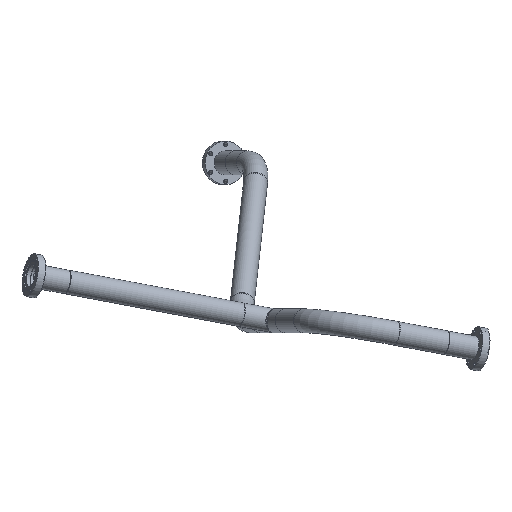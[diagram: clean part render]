
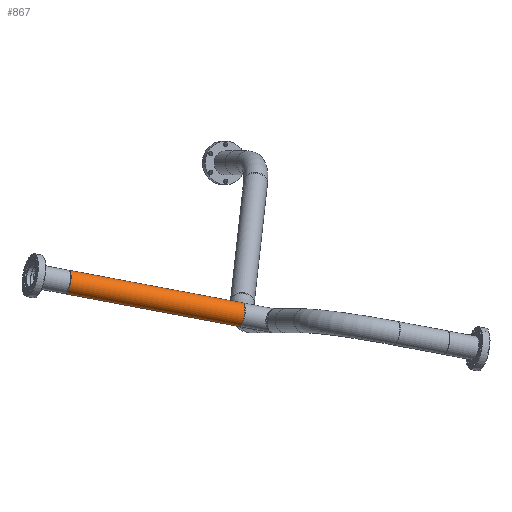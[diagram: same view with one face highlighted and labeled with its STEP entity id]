
A CAD part, front view. The second image highlights one B-rep face of the part: STEP entity #867.
In plain terms, the highlighted cylindrical face has radius 19.05 mm (diameter 38.1 mm), a full revolution.
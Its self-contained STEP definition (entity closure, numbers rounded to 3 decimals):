
#129=FACE_OUTER_BOUND('',#204,.T.);
#204=EDGE_LOOP('',(#704,#705,#706,#707));
#267=CIRCLE('',#984,19.05);
#268=CIRCLE('',#985,19.05);
#327=LINE('',#2913,#358);
#358=VECTOR('',#1202,19.05);
#423=VERTEX_POINT('',#2910);
#424=VERTEX_POINT('',#2912);
#523=EDGE_CURVE('',#423,#423,#267,.T.);
#524=EDGE_CURVE('',#423,#424,#327,.T.);
#525=EDGE_CURVE('',#424,#424,#268,.T.);
#704=ORIENTED_EDGE('',*,*,#523,.F.);
#705=ORIENTED_EDGE('',*,*,#524,.T.);
#706=ORIENTED_EDGE('',*,*,#525,.T.);
#707=ORIENTED_EDGE('',*,*,#524,.F.);
#825=CYLINDRICAL_SURFACE('',#983,19.05);
#867=ADVANCED_FACE('',(#129),#825,.T.);
#983=AXIS2_PLACEMENT_3D('',#2909,#1198,#1199);
#984=AXIS2_PLACEMENT_3D('',#2911,#1200,#1201);
#985=AXIS2_PLACEMENT_3D('',#2914,#1203,#1204);
#1198=DIRECTION('center_axis',(-0.925,-0.337,0.174));
#1199=DIRECTION('ref_axis',(0.342,-0.94,0.));
#1200=DIRECTION('center_axis',(-0.925,-0.337,0.174));
#1201=DIRECTION('ref_axis',(0.342,-0.94,0.));
#1202=DIRECTION('',(0.925,0.337,-0.174));
#1203=DIRECTION('center_axis',(-0.925,-0.337,0.174));
#1204=DIRECTION('ref_axis',(0.342,-0.94,0.));
#2909=CARTESIAN_POINT('Origin',(-44.118,-6.581,158.278));
#2910=CARTESIAN_POINT('',(-328.258,-89.727,210.373));
#2911=CARTESIAN_POINT('Origin',(-321.743,-107.629,210.373));
#2912=CARTESIAN_POINT('',(-50.633,11.32,158.278));
#2913=CARTESIAN_POINT('',(-50.633,11.32,158.278));
#2914=CARTESIAN_POINT('Origin',(-44.118,-6.581,158.278));
